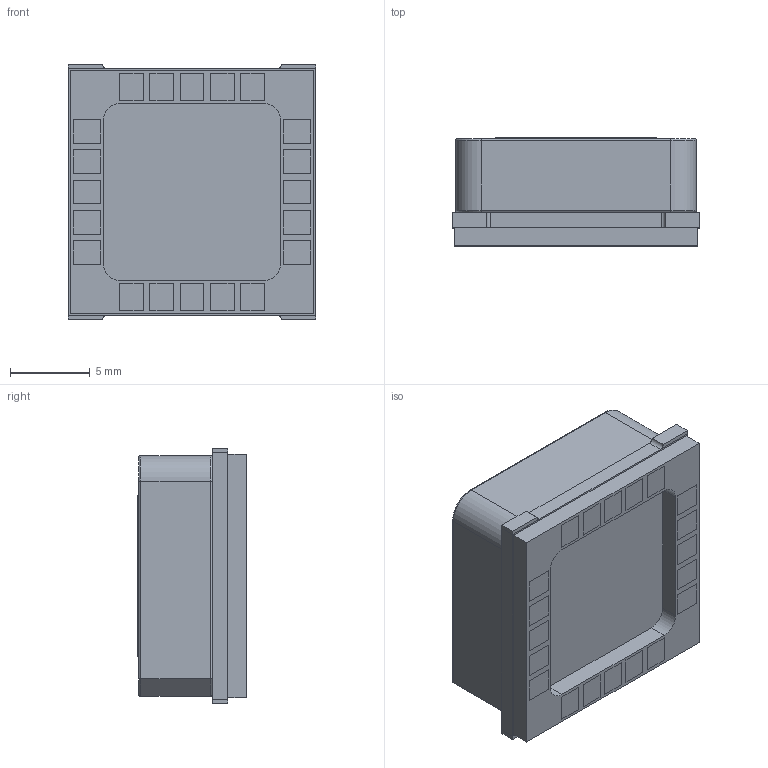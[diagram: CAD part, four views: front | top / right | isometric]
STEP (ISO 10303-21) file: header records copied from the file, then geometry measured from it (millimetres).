
FILE_DESCRIPTION (( 'STEP AP214' ), '1' );
FILE_NAME ('SAM-M10Q-00B.STEP', '2025-03-13T04:39:53', ( 'LENOVO' ), ( '' ), 'SwSTEP 2.0', 'SolidWorks 2021', '' );
FILE_SCHEMA (( 'AUTOMOTIVE_DESIGN' ));
Length unit declared in the file: millimetre
Products named in the file (1): SAM-M10Q-00B
Bounding box: 15.5 x 6.8 x 16 mm (x, y, z)
Volume: 1412.2 mm3; surface area: 1982.2 mm2
Topology: 29 solids, 29 shells, 312 faces, 680 edges, 448 vertices
Faces by surface type: plane 281, cylinder 25, torus 6
Entity records: 8654 total; most frequent: CARTESIAN_POINT 1453, ORIENTED_EDGE 1360, DIRECTION 1350, EDGE_CURVE 680, VECTOR 628, LINE 628, VERTEX_POINT 448, AXIS2_PLACEMENT_3D 361
